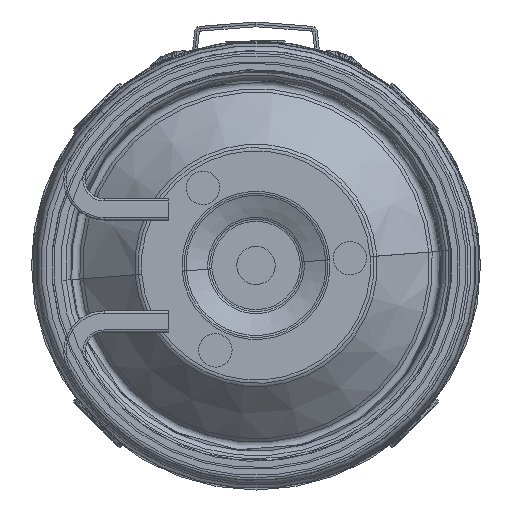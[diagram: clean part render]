
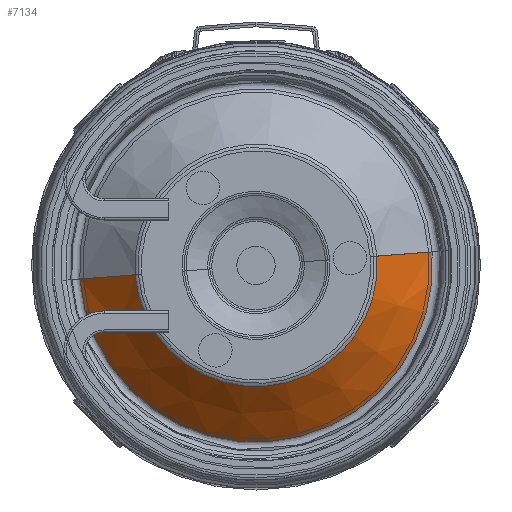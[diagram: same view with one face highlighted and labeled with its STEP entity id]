
A CAD part, front view. The second image highlights one B-rep face of the part: STEP entity #7134.
In plain terms, the highlighted conical face has half-angle 46.546 degrees and reference radius 25.375 mm.
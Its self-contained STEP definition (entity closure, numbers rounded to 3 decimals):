
#2987 = VERTEX_POINT ( 'NONE', #29668 ) ;
#5705 = DIRECTION ( 'NONE',  ( 0., 1., 0. ) ) ;
#6540 = LINE ( 'NONE', #13217, #12658 ) ;
#7134 = ADVANCED_FACE ( 'NONE', ( #40480 ), #10229, .T. ) ;
#8593 = CARTESIAN_POINT ( 'NONE',  ( 0., 11.526, -36.962 ) ) ;
#8777 = EDGE_CURVE ( 'NONE', #30655, #13397, #20868, .T. ) ;
#9672 = DIRECTION ( 'NONE',  ( 0., 1., 0. ) ) ;
#10105 = DIRECTION ( 'NONE',  ( 0., 0.688, -0.726 ) ) ;
#10229 = CONICAL_SURFACE ( 'NONE', #19585, 25.376, 0.812 ) ;
#11375 = CARTESIAN_POINT ( 'NONE',  ( 0., 0.548, 0. ) ) ;
#12626 = CARTESIAN_POINT ( 'NONE',  ( 0., 0.548, 0. ) ) ;
#12658 = VECTOR ( 'NONE', #10105, 1000. ) ;
#13217 = CARTESIAN_POINT ( 'NONE',  ( 0., 0.548, -25.376 ) ) ;
#13373 = CARTESIAN_POINT ( 'NONE',  ( 0., 0.548, 25.376 ) ) ;
#13397 = VERTEX_POINT ( 'NONE', #13631 ) ;
#13631 = CARTESIAN_POINT ( 'NONE',  ( 0., 11.526, 36.962 ) ) ;
#17354 = EDGE_CURVE ( 'NONE', #2987, #30655, #6540, .T. ) ;
#18302 = DIRECTION ( 'NONE',  ( 0., 1., 0. ) ) ;
#18458 = DIRECTION ( 'NONE',  ( 0., 0., 1. ) ) ;
#19397 = DIRECTION ( 'NONE',  ( 0., 0.688, 0.726 ) ) ;
#19585 = AXIS2_PLACEMENT_3D ( 'NONE', #12626, #18302, #31090 ) ;
#19964 = AXIS2_PLACEMENT_3D ( 'NONE', #11375, #5705, #18458 ) ;
#20868 = CIRCLE ( 'NONE', #24867, 36.962 ) ;
#24165 = EDGE_CURVE ( 'NONE', #34474, #13397, #32177, .T. ) ;
#24867 = AXIS2_PLACEMENT_3D ( 'NONE', #29136, #9672, #38983 ) ;
#29136 = CARTESIAN_POINT ( 'NONE',  ( 0., 11.526, 0. ) ) ;
#29668 = CARTESIAN_POINT ( 'NONE',  ( 0., 0.548, -25.376 ) ) ;
#29908 = ORIENTED_EDGE ( 'NONE', *, *, #24165, .T. ) ;
#30220 = ORIENTED_EDGE ( 'NONE', *, *, #17354, .F. ) ;
#30655 = VERTEX_POINT ( 'NONE', #8593 ) ;
#31090 = DIRECTION ( 'NONE',  ( 0., 0., 1. ) ) ;
#31332 = CIRCLE ( 'NONE', #19964, 25.376 ) ;
#31529 = VECTOR ( 'NONE', #19397, 1000. ) ;
#32177 = LINE ( 'NONE', #38432, #31529 ) ;
#34474 = VERTEX_POINT ( 'NONE', #13373 ) ;
#35515 = EDGE_CURVE ( 'NONE', #2987, #34474, #31332, .T. ) ;
#36873 = ORIENTED_EDGE ( 'NONE', *, *, #8777, .F. ) ;
#38432 = CARTESIAN_POINT ( 'NONE',  ( 0., 0.548, 25.376 ) ) ;
#38983 = DIRECTION ( 'NONE',  ( 0., 0., 1. ) ) ;
#39893 = EDGE_LOOP ( 'NONE', ( #30220, #40765, #29908, #36873 ) ) ;
#40480 = FACE_OUTER_BOUND ( 'NONE', #39893, .T. ) ;
#40765 = ORIENTED_EDGE ( 'NONE', *, *, #35515, .T. ) ;
